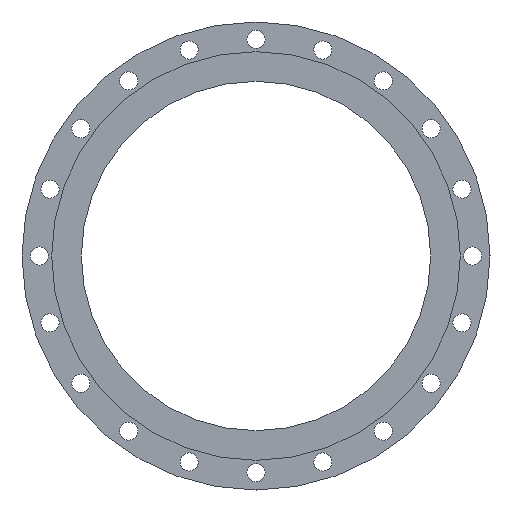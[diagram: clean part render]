
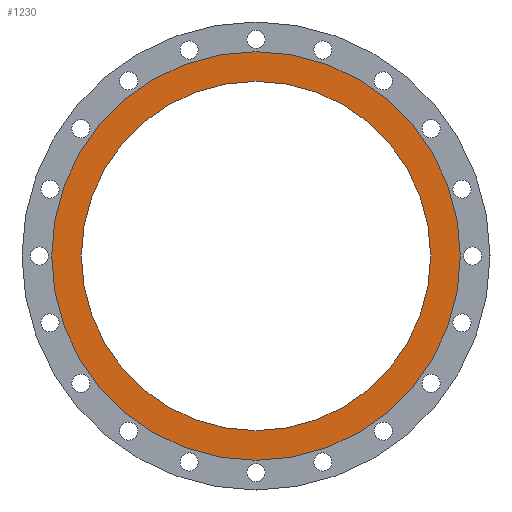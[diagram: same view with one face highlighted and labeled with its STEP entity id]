
A CAD part, front view. The second image highlights one B-rep face of the part: STEP entity #1230.
In plain terms, the highlighted planar face has unit normal (0, -1, 0).
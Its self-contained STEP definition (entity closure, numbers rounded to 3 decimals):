
#14 = ORIENTED_EDGE ( 'NONE', *, *, #138, .F. ) ;
#74 = ORIENTED_EDGE ( 'NONE', *, *, #1761, .T. ) ;
#81 = DIRECTION ( 'NONE',  ( 0., 1., 0. ) ) ;
#138 = EDGE_CURVE ( 'NONE', #1032, #448, #248, .T. ) ;
#141 = CARTESIAN_POINT ( 'NONE',  ( 0., 0., 0. ) ) ;
#209 = CARTESIAN_POINT ( 'NONE',  ( 0., 0., 292.5 ) ) ;
#223 = DIRECTION ( 'NONE',  ( 0., -1., 0. ) ) ;
#232 = FACE_OUTER_BOUND ( 'NONE', #1660, .T. ) ;
#240 = DIRECTION ( 'NONE',  ( 0., 0., 1. ) ) ;
#248 = CIRCLE ( 'NONE', #444, 292.5 ) ;
#258 = AXIS2_PLACEMENT_3D ( 'NONE', #873, #1546, #1025 ) ;
#376 = PLANE ( 'NONE',  #714 ) ;
#438 = DIRECTION ( 'NONE',  ( 0., 0., 1. ) ) ;
#444 = AXIS2_PLACEMENT_3D ( 'NONE', #141, #1536, #438 ) ;
#448 = VERTEX_POINT ( 'NONE', #1778 ) ;
#467 = ORIENTED_EDGE ( 'NONE', *, *, #1373, .T. ) ;
#653 = VERTEX_POINT ( 'NONE', #1732 ) ;
#714 = AXIS2_PLACEMENT_3D ( 'NONE', #1003, #223, #847 ) ;
#775 = CIRCLE ( 'NONE', #1508, 250. ) ;
#847 = DIRECTION ( 'NONE',  ( 0., 0., -1. ) ) ;
#873 = CARTESIAN_POINT ( 'NONE',  ( 0., 0., 0. ) ) ;
#960 = CARTESIAN_POINT ( 'NONE',  ( 0., 0., 0. ) ) ;
#1003 = CARTESIAN_POINT ( 'NONE',  ( 0., 0., 250. ) ) ;
#1025 = DIRECTION ( 'NONE',  ( 0., 0., 1. ) ) ;
#1028 = CARTESIAN_POINT ( 'NONE',  ( 0., 0., -250. ) ) ;
#1032 = VERTEX_POINT ( 'NONE', #209 ) ;
#1038 = FACE_BOUND ( 'NONE', #1334, .T. ) ;
#1182 = CIRCLE ( 'NONE', #258, 250. ) ;
#1230 = ADVANCED_FACE ( 'NONE', ( #1038, #232 ), #376, .T. ) ;
#1296 = VERTEX_POINT ( 'NONE', #1028 ) ;
#1334 = EDGE_LOOP ( 'NONE', ( #467, #74 ) ) ;
#1354 = CARTESIAN_POINT ( 'NONE',  ( 0., 0., 0. ) ) ;
#1373 = EDGE_CURVE ( 'NONE', #653, #1296, #775, .T. ) ;
#1508 = AXIS2_PLACEMENT_3D ( 'NONE', #960, #1588, #1758 ) ;
#1536 = DIRECTION ( 'NONE',  ( 0., 1., 0. ) ) ;
#1546 = DIRECTION ( 'NONE',  ( 0., 1., 0. ) ) ;
#1588 = DIRECTION ( 'NONE',  ( 0., 1., 0. ) ) ;
#1660 = EDGE_LOOP ( 'NONE', ( #14, #1967 ) ) ;
#1727 = EDGE_CURVE ( 'NONE', #448, #1032, #1933, .T. ) ;
#1732 = CARTESIAN_POINT ( 'NONE',  ( 0., 0., 250. ) ) ;
#1758 = DIRECTION ( 'NONE',  ( 0., 0., 1. ) ) ;
#1761 = EDGE_CURVE ( 'NONE', #1296, #653, #1182, .T. ) ;
#1778 = CARTESIAN_POINT ( 'NONE',  ( 0., 0., -292.5 ) ) ;
#1811 = AXIS2_PLACEMENT_3D ( 'NONE', #1354, #81, #240 ) ;
#1933 = CIRCLE ( 'NONE', #1811, 292.5 ) ;
#1967 = ORIENTED_EDGE ( 'NONE', *, *, #1727, .F. ) ;
